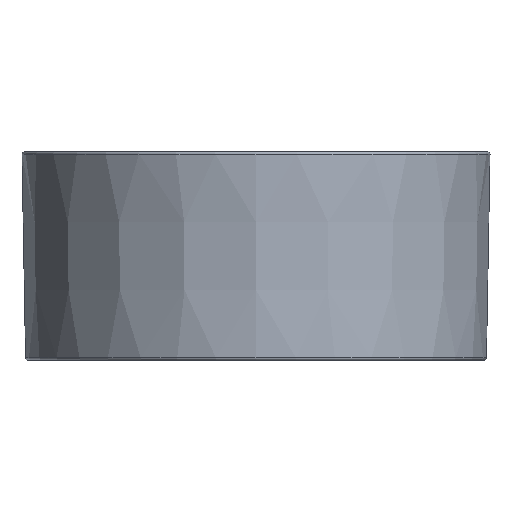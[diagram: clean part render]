
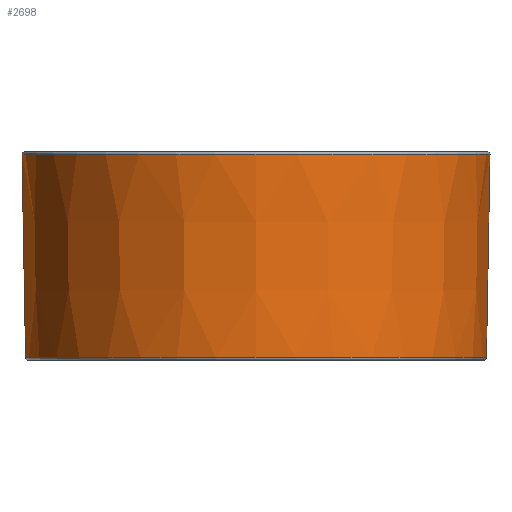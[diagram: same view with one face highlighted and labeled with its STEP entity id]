
A CAD part, front view. The second image highlights one B-rep face of the part: STEP entity #2698.
In plain terms, the highlighted conical face has half-angle 1 degrees and reference radius 28.575 mm.
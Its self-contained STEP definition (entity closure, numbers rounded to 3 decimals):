
#1415 = CONICAL_SURFACE ( 'NONE', #7838, 28.575, 0.017 ) ;
#1813 = ORIENTED_EDGE ( 'NONE', *, *, #6121, .T. ) ;
#2190 = CARTESIAN_POINT ( 'NONE',  ( 28.136, 0., 0.25 ) ) ;
#2389 = VERTEX_POINT ( 'NONE', #4697 ) ;
#2515 = VECTOR ( 'NONE', #5697, 1000. ) ;
#2698 = ADVANCED_FACE ( 'NONE', ( #3353 ), #1415, .T. ) ;
#2794 = ORIENTED_EDGE ( 'NONE', *, *, #4838, .T. ) ;
#2907 = EDGE_LOOP ( 'NONE', ( #7142, #2794, #1813, #6508 ) ) ;
#2948 = CARTESIAN_POINT ( 'NONE',  ( -28.136, 0., 0.25 ) ) ;
#3064 = CARTESIAN_POINT ( 'NONE',  ( 0., 0., 25.4 ) ) ;
#3353 = FACE_OUTER_BOUND ( 'NONE', #2907, .T. ) ;
#3367 = EDGE_CURVE ( 'NONE', #5960, #8152, #7577, .T. ) ;
#3811 = CARTESIAN_POINT ( 'NONE',  ( 28.575, 0., 25.4 ) ) ;
#3850 = DIRECTION ( 'NONE',  ( 0., 0., 1. ) ) ;
#4193 = DIRECTION ( 'NONE',  ( 0., 0., -1. ) ) ;
#4371 = DIRECTION ( 'NONE',  ( 0., 0., 1. ) ) ;
#4697 = CARTESIAN_POINT ( 'NONE',  ( 28.57, 0., 25.142 ) ) ;
#4838 = EDGE_CURVE ( 'NONE', #5960, #7239, #6426, .T. ) ;
#4999 = DIRECTION ( 'NONE',  ( -1., 0., 0. ) ) ;
#5006 = DIRECTION ( 'NONE',  ( 1., 0., 0. ) ) ;
#5398 = DIRECTION ( 'NONE',  ( -0.017, 0., 1. ) ) ;
#5602 = DIRECTION ( 'NONE',  ( 1., 0., 0. ) ) ;
#5697 = DIRECTION ( 'NONE',  ( 0.017, 0., 1. ) ) ;
#5960 = VERTEX_POINT ( 'NONE', #2948 ) ;
#6020 = CARTESIAN_POINT ( 'NONE',  ( -28.57, 0., 25.142 ) ) ;
#6100 = AXIS2_PLACEMENT_3D ( 'NONE', #7923, #3850, #4999 ) ;
#6121 = EDGE_CURVE ( 'NONE', #7239, #2389, #6743, .T. ) ;
#6241 = CARTESIAN_POINT ( 'NONE',  ( 0., 0., 25.142 ) ) ;
#6315 = VECTOR ( 'NONE', #5398, 1000. ) ;
#6426 = CIRCLE ( 'NONE', #6100, 28.136 ) ;
#6508 = ORIENTED_EDGE ( 'NONE', *, *, #7961, .T. ) ;
#6561 = AXIS2_PLACEMENT_3D ( 'NONE', #6241, #4193, #5006 ) ;
#6743 = LINE ( 'NONE', #3811, #2515 ) ;
#6877 = CIRCLE ( 'NONE', #6561, 28.57 ) ;
#7142 = ORIENTED_EDGE ( 'NONE', *, *, #3367, .F. ) ;
#7239 = VERTEX_POINT ( 'NONE', #2190 ) ;
#7577 = LINE ( 'NONE', #7991, #6315 ) ;
#7838 = AXIS2_PLACEMENT_3D ( 'NONE', #3064, #4371, #5602 ) ;
#7923 = CARTESIAN_POINT ( 'NONE',  ( 0., 0., 0.25 ) ) ;
#7961 = EDGE_CURVE ( 'NONE', #2389, #8152, #6877, .T. ) ;
#7991 = CARTESIAN_POINT ( 'NONE',  ( -28.575, 0., 25.4 ) ) ;
#8152 = VERTEX_POINT ( 'NONE', #6020 ) ;
